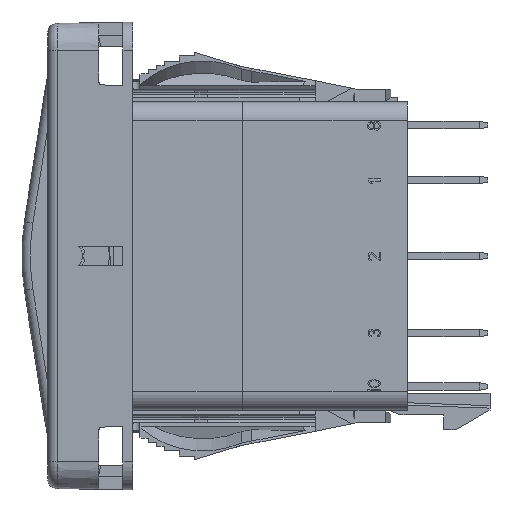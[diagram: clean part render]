
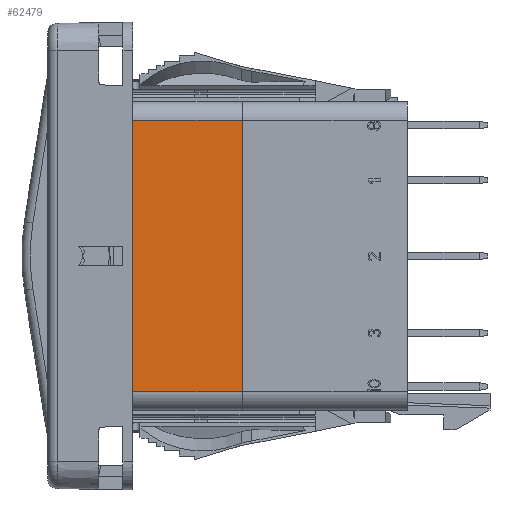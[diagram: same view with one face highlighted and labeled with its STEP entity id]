
A CAD part, left-side view. The second image highlights one B-rep face of the part: STEP entity #62479.
In plain terms, the highlighted planar face has unit normal (-1, 0, 0).
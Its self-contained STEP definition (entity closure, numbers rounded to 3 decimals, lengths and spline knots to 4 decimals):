
#2002=DIRECTION('',(0.,0.,-1.));
#2003=VECTOR('',#2002,1.116);
#2004=CARTESIAN_POINT('',(-0.41,0.452,0.558));
#2005=LINE('',#2004,#2003);
#20825=DIRECTION('',(0.,-1.,0.));
#20826=VECTOR('',#20825,0.45);
#20827=CARTESIAN_POINT('',(-0.41,0.452,-0.558));
#20828=LINE('',#20827,#20826);
#20843=DIRECTION('',(0.,0.,-1.));
#20844=VECTOR('',#20843,1.116);
#20845=CARTESIAN_POINT('',(-0.41,0.002,0.558));
#20846=LINE('',#20845,#20844);
#20847=DIRECTION('',(0.,1.,0.));
#20848=VECTOR('',#20847,0.45);
#20849=CARTESIAN_POINT('',(-0.41,0.002,0.558));
#20850=LINE('',#20849,#20848);
#33738=CARTESIAN_POINT('',(-0.41,0.002,0.558));
#33739=CARTESIAN_POINT('',(-0.41,0.452,0.558));
#33740=VERTEX_POINT('',#33738);
#33741=VERTEX_POINT('',#33739);
#33746=CARTESIAN_POINT('',(-0.41,0.452,-0.558));
#33747=CARTESIAN_POINT('',(-0.41,0.002,-0.558));
#33748=VERTEX_POINT('',#33746);
#33749=VERTEX_POINT('',#33747);
#62467=CARTESIAN_POINT('',(-0.41,0.452,0.));
#62468=DIRECTION('',(1.,0.,0.));
#62469=DIRECTION('',(0.,0.,-1.));
#62470=AXIS2_PLACEMENT_3D('',#62467,#62468,#62469);
#62471=PLANE('',#62470);
#62473=ORIENTED_EDGE('',*,*,#62472,.F.);
#62474=ORIENTED_EDGE('',*,*,#37655,.T.);
#62475=ORIENTED_EDGE('',*,*,#62459,.F.);
#62476=ORIENTED_EDGE('',*,*,#38444,.F.);
#62477=EDGE_LOOP('',(#62473,#62474,#62475,#62476));
#62478=FACE_OUTER_BOUND('',#62477,.F.);
#37655=EDGE_CURVE('',#33740,#33749,#20846,.T.);
#38444=EDGE_CURVE('',#33741,#33748,#2005,.T.);
#62459=EDGE_CURVE('',#33748,#33749,#20828,.T.);
#62472=EDGE_CURVE('',#33740,#33741,#20850,.T.);
#62479=ADVANCED_FACE('',(#62478),#62471,.F.);
